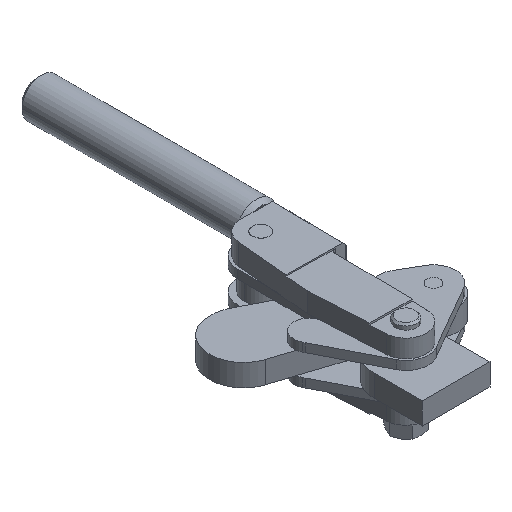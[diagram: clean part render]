
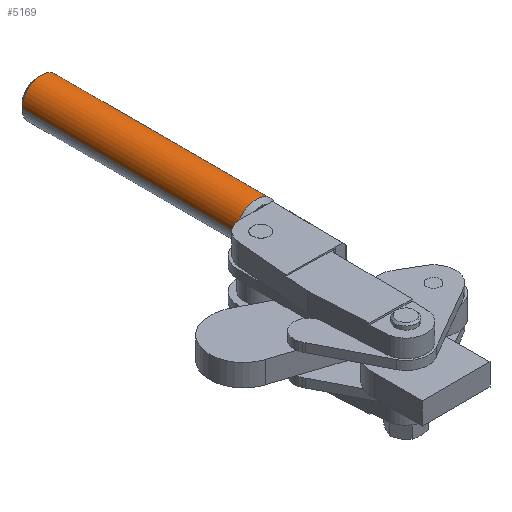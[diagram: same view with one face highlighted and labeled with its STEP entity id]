
A CAD part, isometric view. The second image highlights one B-rep face of the part: STEP entity #5169.
In plain terms, the highlighted cylindrical face has radius 10.85 mm (diameter 21.7 mm), a partial arc.
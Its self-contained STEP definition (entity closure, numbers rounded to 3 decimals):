
#7 = ORIENTED_EDGE ( 'NONE', *, *, #4182, .T. ) ;
#9 = EDGE_LOOP ( 'NONE', ( #7, #137, #1685, #165 ) ) ;
#130 = VECTOR ( 'NONE', #4093, 1000. ) ;
#137 = ORIENTED_EDGE ( 'NONE', *, *, #3693, .T. ) ;
#165 = ORIENTED_EDGE ( 'NONE', *, *, #190, .F. ) ;
#190 = EDGE_CURVE ( 'NONE', #1643, #2835, #3620, .T. ) ;
#353 = CARTESIAN_POINT ( 'NONE',  ( 33.56, 231.713, 0. ) ) ;
#399 = VECTOR ( 'NONE', #4740, 1000. ) ;
#530 = CIRCLE ( 'NONE', #4786, 10.85 ) ;
#542 = LINE ( 'NONE', #2471, #399 ) ;
#804 = DIRECTION ( 'NONE',  ( 1., -0.024, 0. ) ) ;
#809 = CIRCLE ( 'NONE', #1673, 10.85 ) ;
#1369 = FACE_OUTER_BOUND ( 'NONE', #9, .T. ) ;
#1602 = VERTEX_POINT ( 'NONE', #4762 ) ;
#1643 = VERTEX_POINT ( 'NONE', #5191 ) ;
#1673 = AXIS2_PLACEMENT_3D ( 'NONE', #5074, #2340, #5522 ) ;
#1685 = ORIENTED_EDGE ( 'NONE', *, *, #5299, .T. ) ;
#2340 = DIRECTION ( 'NONE',  ( 0.024, 1., 0. ) ) ;
#2349 = AXIS2_PLACEMENT_3D ( 'NONE', #2608, #5821, #3069 ) ;
#2471 = CARTESIAN_POINT ( 'NONE',  ( 41.455, 108.268, 0. ) ) ;
#2608 = CARTESIAN_POINT ( 'NONE',  ( 30.608, 108.528, 0. ) ) ;
#2835 = VERTEX_POINT ( 'NONE', #4533 ) ;
#3069 = DIRECTION ( 'NONE',  ( -1., 0.024, 0. ) ) ;
#3540 = DIRECTION ( 'NONE',  ( -0.024, -1., 0. ) ) ;
#3620 = LINE ( 'NONE', #3924, #130 ) ;
#3693 = EDGE_CURVE ( 'NONE', #4560, #1602, #542, .T. ) ;
#3924 = CARTESIAN_POINT ( 'NONE',  ( 19.761, 108.788, 0. ) ) ;
#4093 = DIRECTION ( 'NONE',  ( 0.024, 1., 0. ) ) ;
#4182 = EDGE_CURVE ( 'NONE', #1643, #4560, #809, .T. ) ;
#4533 = CARTESIAN_POINT ( 'NONE',  ( 22.713, 231.973, 0. ) ) ;
#4560 = VERTEX_POINT ( 'NONE', #4887 ) ;
#4740 = DIRECTION ( 'NONE',  ( 0.024, 1., 0. ) ) ;
#4762 = CARTESIAN_POINT ( 'NONE',  ( 44.406, 231.453, 0. ) ) ;
#4786 = AXIS2_PLACEMENT_3D ( 'NONE', #353, #3540, #804 ) ;
#4868 = CYLINDRICAL_SURFACE ( 'NONE', #2349, 10.85 ) ;
#4887 = CARTESIAN_POINT ( 'NONE',  ( 41.52, 110.987, 0. ) ) ;
#5074 = CARTESIAN_POINT ( 'NONE',  ( 30.673, 111.247, 0. ) ) ;
#5169 = ADVANCED_FACE ( 'NONE', ( #1369 ), #4868, .T. ) ;
#5191 = CARTESIAN_POINT ( 'NONE',  ( 19.826, 111.507, 0. ) ) ;
#5299 = EDGE_CURVE ( 'NONE', #1602, #2835, #530, .T. ) ;
#5522 = DIRECTION ( 'NONE',  ( -1., 0.024, 0. ) ) ;
#5821 = DIRECTION ( 'NONE',  ( 0.024, 1., 0. ) ) ;
